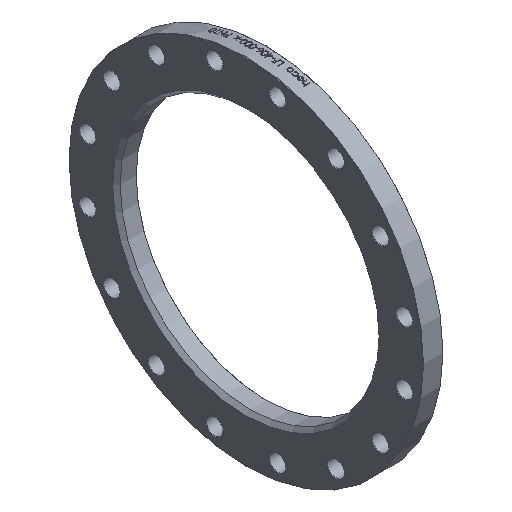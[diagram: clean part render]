
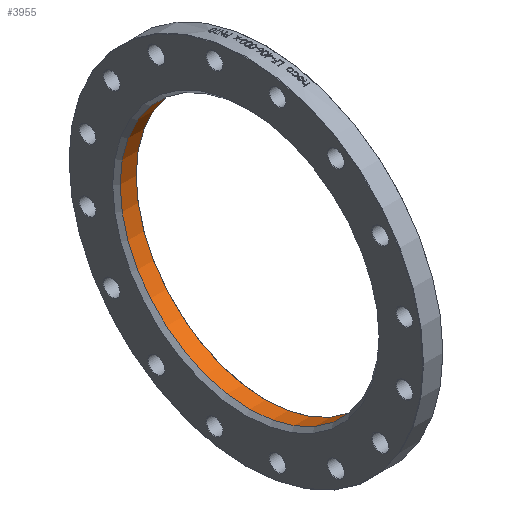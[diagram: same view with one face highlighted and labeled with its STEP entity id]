
A CAD part, isometric view. The second image highlights one B-rep face of the part: STEP entity #3955.
In plain terms, the highlighted cylindrical face has radius 206.5 mm (diameter 413 mm), a full revolution.
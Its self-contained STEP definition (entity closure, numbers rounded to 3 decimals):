
#23 = DIRECTION ( 'NONE',  ( 0., 0., -1. ) ) ;
#101 = CARTESIAN_POINT ( 'NONE',  ( 6., 0., 0. ) ) ;
#137 = FACE_OUTER_BOUND ( 'NONE', #1073, .T. ) ;
#278 = ORIENTED_EDGE ( 'NONE', *, *, #7871, .T. ) ;
#1073 = EDGE_LOOP ( 'NONE', ( #278 ) ) ;
#1235 = DIRECTION ( 'NONE',  ( 1., 0., 0. ) ) ;
#1419 = DIRECTION ( 'NONE',  ( -1., 0., 0. ) ) ;
#1955 = DIRECTION ( 'NONE',  ( -1., 0., 0. ) ) ;
#2711 = CARTESIAN_POINT ( 'NONE',  ( 6., 0., -206.5 ) ) ;
#3366 = CYLINDRICAL_SURFACE ( 'NONE', #4632, 206.5 ) ;
#3762 = CARTESIAN_POINT ( 'NONE',  ( 31.5, 0., 206.5 ) ) ;
#3914 = FACE_OUTER_BOUND ( 'NONE', #8105, .T. ) ;
#3955 = ADVANCED_FACE ( 'NONE', ( #137, #3914 ), #3366, .F. ) ;
#4039 = AXIS2_PLACEMENT_3D ( 'NONE', #101, #1419, #23 ) ;
#4575 = CIRCLE ( 'NONE', #4039, 206.5 ) ;
#4606 = DIRECTION ( 'NONE',  ( 0., 0., 1. ) ) ;
#4632 = AXIS2_PLACEMENT_3D ( 'NONE', #6527, #1955, #7068 ) ;
#5004 = CARTESIAN_POINT ( 'NONE',  ( 31.5, 0., 0. ) ) ;
#5463 = EDGE_CURVE ( 'NONE', #8127, #8127, #7237, .T. ) ;
#5645 = AXIS2_PLACEMENT_3D ( 'NONE', #5004, #1235, #4606 ) ;
#5829 = VERTEX_POINT ( 'NONE', #2711 ) ;
#6527 = CARTESIAN_POINT ( 'NONE',  ( 0., 0., 0. ) ) ;
#7068 = DIRECTION ( 'NONE',  ( 0., 0., 1. ) ) ;
#7237 = CIRCLE ( 'NONE', #5645, 206.5 ) ;
#7518 = ORIENTED_EDGE ( 'NONE', *, *, #5463, .T. ) ;
#7871 = EDGE_CURVE ( 'NONE', #5829, #5829, #4575, .T. ) ;
#8105 = EDGE_LOOP ( 'NONE', ( #7518 ) ) ;
#8127 = VERTEX_POINT ( 'NONE', #3762 ) ;
